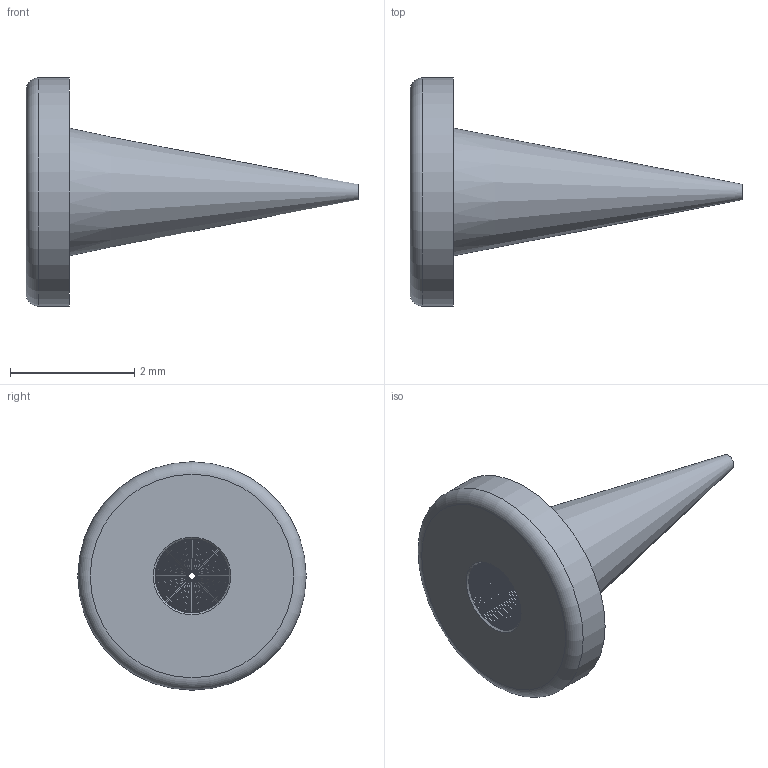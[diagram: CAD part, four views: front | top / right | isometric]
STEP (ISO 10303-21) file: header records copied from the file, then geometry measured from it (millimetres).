
FILE_DESCRIPTION(/* description */ (''),/* implementation_level */ '2;1');
FILE_NAME(/* name */ 'MV_PF_100_5350_75_11_81.stp',/* time_stamp */ '2020-11-30T12:12:05+01:00',/* author */ ('vakilim'),/* organization */ (''),/* preprocessor_version */ 'ST-DEVELOPER v17',/* originating_system */ 'Autodesk Inventor 2018',/* authorisation */ '');
FILE_SCHEMA (('AUTOMOTIVE_DESIGN { 1 0 10303 214 3 1 1 }'));
Length unit declared in the file: millimetre
Products named in the file (1): MV_PF_100_5350_75_11_81
Bounding box: 5.35 x 3.68 x 3.68 mm (x, y, z)
Volume: 10.4 mm3; surface area: 53.2 mm2
Topology: 1 solids, 1 shells, 1001 faces, 3000 edges, 2002 vertices
Faces by surface type: cone 996, plane 3, torus 1, cylinder 1
Full cylindrical faces by diameter (mm): 3.68 x1
Entity records: 35068 total; most frequent: DIRECTION 7007, CARTESIAN_POINT 6004, ORIENTED_EDGE 6000, AXIS2_PLACEMENT_3D 3005, EDGE_CURVE 3000, CIRCLE 2003, VERTEX_POINT 2002, EDGE_LOOP 1004
